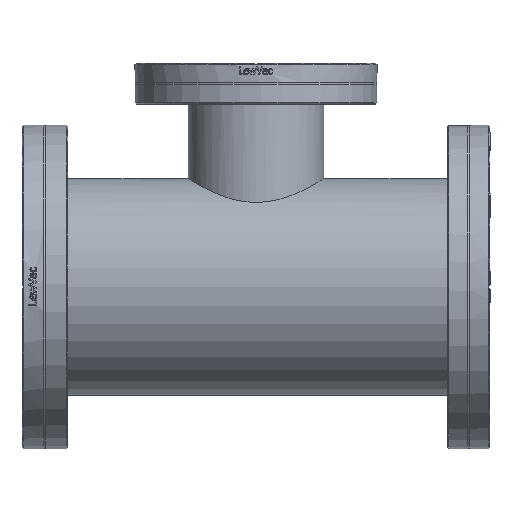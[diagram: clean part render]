
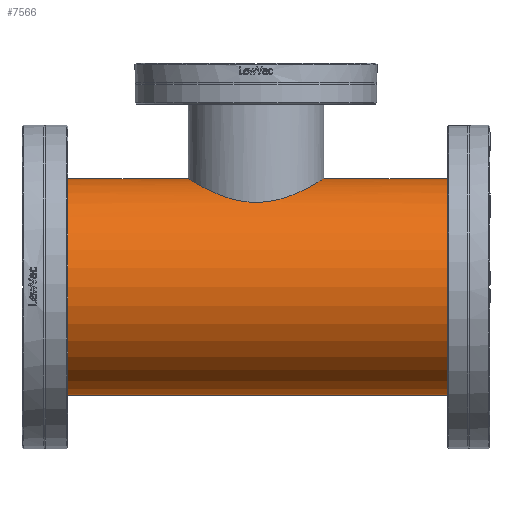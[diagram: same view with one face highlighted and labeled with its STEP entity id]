
A CAD part, left-side view. The second image highlights one B-rep face of the part: STEP entity #7566.
In plain terms, the highlighted cylindrical face has radius 50.8 mm (diameter 101.6 mm), a full revolution.
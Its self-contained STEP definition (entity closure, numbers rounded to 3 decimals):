
#1106=B_SPLINE_CURVE_WITH_KNOTS('',3,(#35709,#35710,#35711,#35712,#35713,
#35714,#35715,#35716,#35717,#35718,#35719,#35720,#35721,#35722,#35723,#35724,
#35725,#35726,#35727,#35728,#35729,#35730,#35731,#35732,#35733,#35734,#35735,
#35736,#35737,#35738,#35739,#35740,#35741,#35742),.UNSPECIFIED.,.F.,.F.,
(4,2,2,2,2,2,2,2,2,2,2,2,2,2,2,2,4),(4.952,5.568,
6.185,6.801,7.418,8.039,8.661,
9.282,9.904,10.525,11.147,11.768,
12.389,13.006,13.622,14.239,14.856),
 .UNSPECIFIED.);
#1107=B_SPLINE_CURVE_WITH_KNOTS('',3,(#35743,#35744,#35745,#35746,#35747,
#35748,#35749,#35750,#35751,#35752,#35753,#35754,#35755,#35756,#35757,#35758,
#35759,#35760,#35761,#35762,#35763,#35764,#35765,#35766,#35767,#35768,#35769,
#35770,#35771,#35772,#35773,#35774,#35775,#35776,#35777),.UNSPECIFIED.,
 .F.,.F.,(4,2,2,2,2,2,2,2,3,2,2,2,2,2,2,2,4),(14.856,15.472,
16.089,16.705,17.322,17.943,18.565,
19.186,19.807,20.429,21.05,21.672,
22.293,22.91,23.526,24.143,24.759),
 .UNSPECIFIED.);
#1267=CYLINDRICAL_SURFACE('',#8390,50.8);
#1618=FACE_BOUND('',#2695,.T.);
#1619=FACE_BOUND('',#2696,.T.);
#2015=FACE_OUTER_BOUND('',#2694,.T.);
#2694=EDGE_LOOP('',(#6489));
#2695=EDGE_LOOP('',(#6490));
#2696=EDGE_LOOP('',(#6491,#6492));
#3201=CIRCLE('',#8391,50.8);
#3202=CIRCLE('',#8392,50.8);
#3834=VERTEX_POINT('',#35707);
#3835=VERTEX_POINT('',#35708);
#3838=VERTEX_POINT('',#35784);
#3839=VERTEX_POINT('',#35786);
#4768=EDGE_CURVE('',#3834,#3835,#1106,.T.);
#4769=EDGE_CURVE('',#3835,#3834,#1107,.T.);
#4772=EDGE_CURVE('',#3838,#3838,#3201,.T.);
#4773=EDGE_CURVE('',#3839,#3839,#3202,.T.);
#6489=ORIENTED_EDGE('',*,*,#4772,.F.);
#6490=ORIENTED_EDGE('',*,*,#4773,.F.);
#6491=ORIENTED_EDGE('',*,*,#4768,.T.);
#6492=ORIENTED_EDGE('',*,*,#4769,.T.);
#7566=ADVANCED_FACE('',(#2015,#1618,#1619),#1267,.T.);
#8390=AXIS2_PLACEMENT_3D('',#35783,#9865,#9866);
#8391=AXIS2_PLACEMENT_3D('',#35785,#9867,#9868);
#8392=AXIS2_PLACEMENT_3D('',#35787,#9869,#9870);
#9865=DIRECTION('center_axis',(0.,0.,1.));
#9866=DIRECTION('ref_axis',(-1.,0.,0.));
#9867=DIRECTION('center_axis',(0.,0.,-1.));
#9868=DIRECTION('ref_axis',(-1.,0.,0.));
#9869=DIRECTION('center_axis',(0.,0.,1.));
#9870=DIRECTION('ref_axis',(-1.,0.,0.));
#35707=CARTESIAN_POINT('',(0.,50.8,130.35));
#35708=CARTESIAN_POINT('',(0.,50.8,66.85));
#35709=CARTESIAN_POINT('Ctrl Pts',(0.,50.8,130.35));
#35710=CARTESIAN_POINT('Ctrl Pts',(-2.055,50.8,130.35));
#35711=CARTESIAN_POINT('Ctrl Pts',(-4.162,50.672,130.147));
#35712=CARTESIAN_POINT('Ctrl Pts',(-8.318,50.158,129.314));
#35713=CARTESIAN_POINT('Ctrl Pts',(-10.367,49.772,128.684));
#35714=CARTESIAN_POINT('Ctrl Pts',(-14.264,48.798,127.044));
#35715=CARTESIAN_POINT('Ctrl Pts',(-16.117,48.21,126.033));
#35716=CARTESIAN_POINT('Ctrl Pts',(-19.524,46.934,123.722));
#35717=CARTESIAN_POINT('Ctrl Pts',(-21.078,46.246,122.423));
#35718=CARTESIAN_POINT('Ctrl Pts',(-23.834,44.888,119.667));
#35719=CARTESIAN_POINT('Ctrl Pts',(-25.135,44.167,118.107));
#35720=CARTESIAN_POINT('Ctrl Pts',(-27.442,42.772,114.701));
#35721=CARTESIAN_POINT('Ctrl Pts',(-28.448,42.099,112.856));
#35722=CARTESIAN_POINT('Ctrl Pts',(-30.081,40.948,108.974));
#35723=CARTESIAN_POINT('Ctrl Pts',(-30.71,40.47,106.934));
#35724=CARTESIAN_POINT('Ctrl Pts',(-31.544,39.823,102.783));
#35725=CARTESIAN_POINT('Ctrl Pts',(-31.75,39.656,100.671));
#35726=CARTESIAN_POINT('Ctrl Pts',(-31.75,39.656,96.529));
#35727=CARTESIAN_POINT('Ctrl Pts',(-31.544,39.823,94.417));
#35728=CARTESIAN_POINT('Ctrl Pts',(-30.71,40.47,90.266));
#35729=CARTESIAN_POINT('Ctrl Pts',(-30.081,40.948,88.226));
#35730=CARTESIAN_POINT('Ctrl Pts',(-28.448,42.099,84.344));
#35731=CARTESIAN_POINT('Ctrl Pts',(-27.442,42.772,82.499));
#35732=CARTESIAN_POINT('Ctrl Pts',(-25.135,44.167,79.093));
#35733=CARTESIAN_POINT('Ctrl Pts',(-23.834,44.888,77.533));
#35734=CARTESIAN_POINT('Ctrl Pts',(-21.078,46.246,74.777));
#35735=CARTESIAN_POINT('Ctrl Pts',(-19.524,46.934,73.478));
#35736=CARTESIAN_POINT('Ctrl Pts',(-16.117,48.21,71.167));
#35737=CARTESIAN_POINT('Ctrl Pts',(-14.264,48.798,70.156));
#35738=CARTESIAN_POINT('Ctrl Pts',(-10.367,49.772,68.516));
#35739=CARTESIAN_POINT('Ctrl Pts',(-8.318,50.158,67.886));
#35740=CARTESIAN_POINT('Ctrl Pts',(-4.162,50.672,67.053));
#35741=CARTESIAN_POINT('Ctrl Pts',(-2.055,50.8,66.85));
#35742=CARTESIAN_POINT('Ctrl Pts',(0.,50.8,66.85));
#35743=CARTESIAN_POINT('Ctrl Pts',(0.,50.8,66.85));
#35744=CARTESIAN_POINT('Ctrl Pts',(2.055,50.8,66.85));
#35745=CARTESIAN_POINT('Ctrl Pts',(4.162,50.672,67.053));
#35746=CARTESIAN_POINT('Ctrl Pts',(8.318,50.158,67.886));
#35747=CARTESIAN_POINT('Ctrl Pts',(10.367,49.772,68.516));
#35748=CARTESIAN_POINT('Ctrl Pts',(14.264,48.798,70.156));
#35749=CARTESIAN_POINT('Ctrl Pts',(16.117,48.21,71.167));
#35750=CARTESIAN_POINT('Ctrl Pts',(19.524,46.934,73.478));
#35751=CARTESIAN_POINT('Ctrl Pts',(21.078,46.246,74.777));
#35752=CARTESIAN_POINT('Ctrl Pts',(23.834,44.888,77.533));
#35753=CARTESIAN_POINT('Ctrl Pts',(25.135,44.167,79.093));
#35754=CARTESIAN_POINT('Ctrl Pts',(27.442,42.772,82.499));
#35755=CARTESIAN_POINT('Ctrl Pts',(28.448,42.099,84.344));
#35756=CARTESIAN_POINT('Ctrl Pts',(30.081,40.948,88.226));
#35757=CARTESIAN_POINT('Ctrl Pts',(30.71,40.47,90.266));
#35758=CARTESIAN_POINT('Ctrl Pts',(31.544,39.823,94.417));
#35759=CARTESIAN_POINT('Ctrl Pts',(31.75,39.656,96.529));
#35760=CARTESIAN_POINT('Ctrl Pts',(31.75,39.656,98.6));
#35761=CARTESIAN_POINT('Ctrl Pts',(31.75,39.656,100.671));
#35762=CARTESIAN_POINT('Ctrl Pts',(31.544,39.823,102.783));
#35763=CARTESIAN_POINT('Ctrl Pts',(30.71,40.47,106.934));
#35764=CARTESIAN_POINT('Ctrl Pts',(30.081,40.948,108.974));
#35765=CARTESIAN_POINT('Ctrl Pts',(28.448,42.099,112.856));
#35766=CARTESIAN_POINT('Ctrl Pts',(27.442,42.772,114.701));
#35767=CARTESIAN_POINT('Ctrl Pts',(25.135,44.167,118.107));
#35768=CARTESIAN_POINT('Ctrl Pts',(23.834,44.888,119.667));
#35769=CARTESIAN_POINT('Ctrl Pts',(21.078,46.246,122.423));
#35770=CARTESIAN_POINT('Ctrl Pts',(19.524,46.934,123.722));
#35771=CARTESIAN_POINT('Ctrl Pts',(16.117,48.21,126.033));
#35772=CARTESIAN_POINT('Ctrl Pts',(14.264,48.798,127.044));
#35773=CARTESIAN_POINT('Ctrl Pts',(10.367,49.772,128.684));
#35774=CARTESIAN_POINT('Ctrl Pts',(8.318,50.158,129.314));
#35775=CARTESIAN_POINT('Ctrl Pts',(4.162,50.672,130.147));
#35776=CARTESIAN_POINT('Ctrl Pts',(2.055,50.8,130.35));
#35777=CARTESIAN_POINT('Ctrl Pts',(0.,50.8,130.35));
#35783=CARTESIAN_POINT('Origin',(0.,0.,0.));
#35784=CARTESIAN_POINT('',(50.8,0.,0.));
#35785=CARTESIAN_POINT('Origin',(0.,0.,0.));
#35786=CARTESIAN_POINT('',(50.8,0.,197.2));
#35787=CARTESIAN_POINT('Origin',(0.,0.,197.2));
